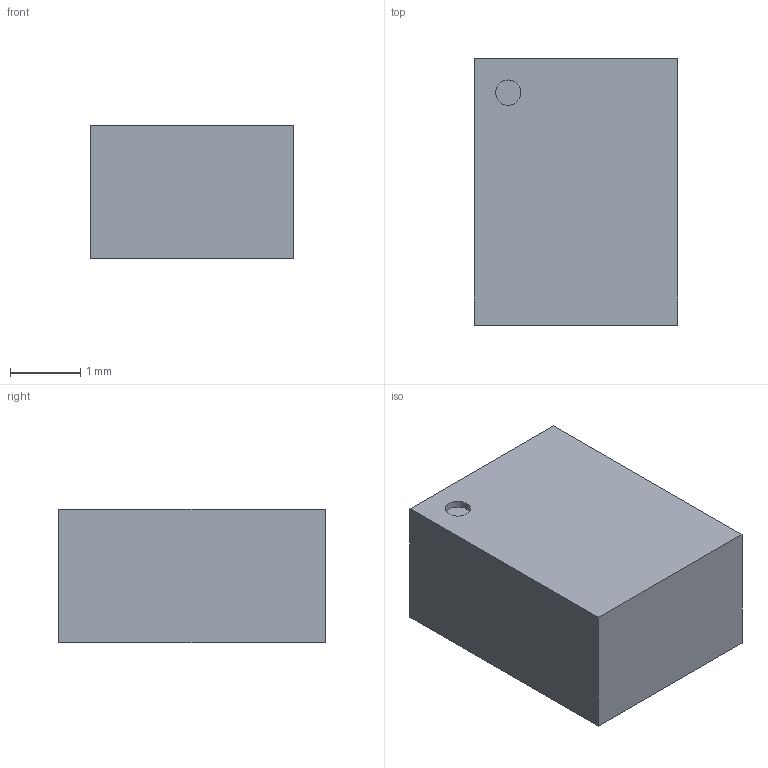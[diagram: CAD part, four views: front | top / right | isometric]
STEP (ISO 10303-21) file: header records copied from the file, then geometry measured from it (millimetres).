
FILE_DESCRIPTION(('Open CASCADE Model'),'2;1');
FILE_NAME('Open CASCADE Shape Model','2021-06-15T11:44:07',('Author'),( 'Open CASCADE'),'Open CASCADE STEP processor 6.8','Open CASCADE 6.8' ,'Unknown');
FILE_SCHEMA(('AUTOMOTIVE_DESIGN_CC2 { 1 2 10303 214 -1 1 5 4 }'));
Length unit declared in the file: millimetre
Products named in the file (5): SON80P280X190_HS-11N.step; Open CASCADE STEP translator 6.8 1.1; Body; Open CASCADE STEP translator 6.8 1.2.1; Thermal_Shape
Assembly tree (4 placements, depth 3):
  SON80P280X190_HS-11N.step
    Open CASCADE STEP translator 6.8 1.1
    Body
      Open CASCADE STEP translator 6.8 1.2.1
    Thermal_Shape
Bounding box: 2.9 x 3.8 x 1.9 mm (x, y, z)
Volume: 20.9 mm3; surface area: 50.5 mm2
Topology: 2 solids, 3 shells, 16 faces, 31 edges, 21 vertices
Faces by surface type: plane 15, cylinder 1
Full cylindrical faces by diameter (mm): 0.362 x1
Entity records: 918 total; most frequent: CARTESIAN_POINT 140, DIRECTION 136, LINE 86, VECTOR 86, ORIENTED_EDGE 61, PCURVE 61, DEFINITIONAL_REPRESENTATION 61, EDGE_CURVE 31
